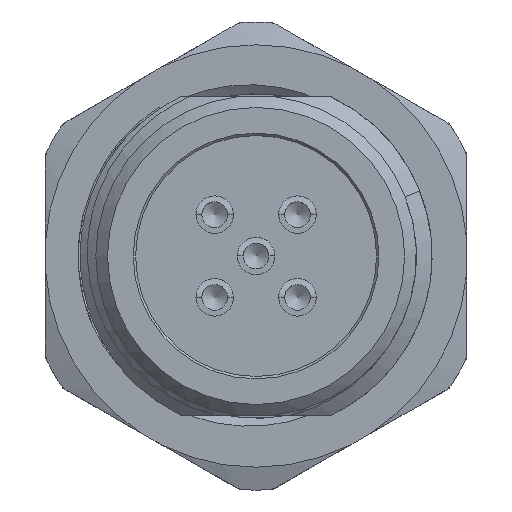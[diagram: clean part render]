
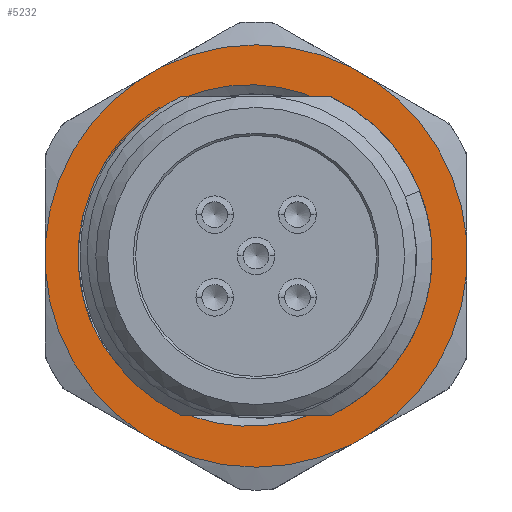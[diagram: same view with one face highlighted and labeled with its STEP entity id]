
A CAD part, left-side view. The second image highlights one B-rep face of the part: STEP entity #5232.
In plain terms, the highlighted planar face has unit normal (-1, 0, 0).
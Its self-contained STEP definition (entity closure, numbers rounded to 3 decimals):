
#241=B_SPLINE_CURVE_WITH_KNOTS('',3,(#18839,#18840,#18841,#18842,#18843,
#18844,#18845),.UNSPECIFIED.,.F.,.F.,(4,1,1,1,4),(0.,
0.004,0.009,0.013,0.017),
 .UNSPECIFIED.);
#242=B_SPLINE_CURVE_WITH_KNOTS('',3,(#18849,#18850,#18851,#18852,#18853,
#18854,#18855),.UNSPECIFIED.,.F.,.F.,(4,1,1,1,4),(0.,
0.004,0.009,0.013,0.017),
 .UNSPECIFIED.);
#502=LINE('',#18856,#729);
#503=LINE('',#18861,#730);
#504=LINE('',#18865,#731);
#505=LINE('',#18869,#732);
#506=LINE('',#18873,#733);
#507=LINE('',#18877,#734);
#729=VECTOR('',#7227,1000.);
#730=VECTOR('',#7230,1000.);
#731=VECTOR('',#7233,1000.);
#732=VECTOR('',#7236,1000.);
#733=VECTOR('',#7239,1000.);
#734=VECTOR('',#7242,1000.);
#941=PLANE('',#5891);
#2101=ORIENTED_EDGE('',*,*,#2911,.F.);
#2102=ORIENTED_EDGE('',*,*,#2912,.T.);
#2103=ORIENTED_EDGE('',*,*,#2913,.T.);
#2104=ORIENTED_EDGE('',*,*,#2914,.T.);
#2105=ORIENTED_EDGE('',*,*,#2915,.F.);
#2106=ORIENTED_EDGE('',*,*,#2916,.T.);
#2107=ORIENTED_EDGE('',*,*,#2917,.F.);
#2108=ORIENTED_EDGE('',*,*,#2918,.T.);
#2109=ORIENTED_EDGE('',*,*,#2919,.F.);
#2110=ORIENTED_EDGE('',*,*,#2920,.T.);
#2111=ORIENTED_EDGE('',*,*,#2921,.F.);
#2112=ORIENTED_EDGE('',*,*,#2922,.T.);
#2113=ORIENTED_EDGE('',*,*,#2923,.F.);
#2114=ORIENTED_EDGE('',*,*,#2924,.T.);
#2115=ORIENTED_EDGE('',*,*,#2925,.F.);
#2116=ORIENTED_EDGE('',*,*,#2926,.T.);
#2911=EDGE_CURVE('',#3460,#3461,#3783,.T.);
#2912=EDGE_CURVE('',#3460,#3462,#241,.T.);
#2913=EDGE_CURVE('',#3462,#3463,#3784,.F.);
#2914=EDGE_CURVE('',#3463,#3461,#242,.T.);
#2915=EDGE_CURVE('',#3464,#3465,#502,.T.);
#2916=EDGE_CURVE('',#3464,#3466,#3785,.F.);
#2917=EDGE_CURVE('',#3467,#3466,#503,.T.);
#2918=EDGE_CURVE('',#3467,#3468,#3786,.F.);
#2919=EDGE_CURVE('',#3469,#3468,#504,.T.);
#2920=EDGE_CURVE('',#3469,#3470,#3787,.F.);
#2921=EDGE_CURVE('',#3471,#3470,#505,.T.);
#2922=EDGE_CURVE('',#3471,#3472,#3788,.F.);
#2923=EDGE_CURVE('',#3473,#3472,#506,.T.);
#2924=EDGE_CURVE('',#3473,#3474,#3789,.F.);
#2925=EDGE_CURVE('',#3475,#3474,#507,.T.);
#2926=EDGE_CURVE('',#3475,#3465,#3790,.F.);
#3460=VERTEX_POINT('',#18837);
#3461=VERTEX_POINT('',#18838);
#3462=VERTEX_POINT('',#18846);
#3463=VERTEX_POINT('',#18848);
#3464=VERTEX_POINT('',#18857);
#3465=VERTEX_POINT('',#18858);
#3466=VERTEX_POINT('',#18860);
#3467=VERTEX_POINT('',#18862);
#3468=VERTEX_POINT('',#18864);
#3469=VERTEX_POINT('',#18866);
#3470=VERTEX_POINT('',#18868);
#3471=VERTEX_POINT('',#18870);
#3472=VERTEX_POINT('',#18872);
#3473=VERTEX_POINT('',#18874);
#3474=VERTEX_POINT('',#18876);
#3475=VERTEX_POINT('',#18878);
#3783=CIRCLE('',#5892,7.6);
#3784=CIRCLE('',#5893,6.93);
#3785=CIRCLE('',#5894,9.024);
#3786=CIRCLE('',#5895,9.024);
#3787=CIRCLE('',#5896,9.024);
#3788=CIRCLE('',#5897,9.024);
#3789=CIRCLE('',#5898,9.024);
#3790=CIRCLE('',#5899,9.024);
#4270=EDGE_LOOP('',(#2101,#2102,#2103,#2104));
#4271=EDGE_LOOP('',(#2105,#2106,#2107,#2108,#2109,#2110,#2111,#2112,#2113,
#2114,#2115,#2116));
#4777=FACE_BOUND('',#4270,.T.);
#4778=FACE_BOUND('',#4271,.T.);
#5232=ADVANCED_FACE('',(#4777,#4778),#941,.F.);
#5891=AXIS2_PLACEMENT_3D('',#18835,#7221,#7222);
#5892=AXIS2_PLACEMENT_3D('',#18836,#7223,#7224);
#5893=AXIS2_PLACEMENT_3D('',#18847,#7225,#7226);
#5894=AXIS2_PLACEMENT_3D('',#18859,#7228,#7229);
#5895=AXIS2_PLACEMENT_3D('',#18863,#7231,#7232);
#5896=AXIS2_PLACEMENT_3D('',#18867,#7234,#7235);
#5897=AXIS2_PLACEMENT_3D('',#18871,#7237,#7238);
#5898=AXIS2_PLACEMENT_3D('',#18875,#7240,#7241);
#5899=AXIS2_PLACEMENT_3D('',#18879,#7243,#7244);
#7221=DIRECTION('',(1.,0.,0.));
#7222=DIRECTION('',(0.,0.,-1.));
#7223=DIRECTION('',(-1.,0.,0.));
#7224=DIRECTION('',(0.,1.,0.));
#7225=DIRECTION('',(-1.,0.,0.));
#7226=DIRECTION('',(0.,0.,1.));
#7227=DIRECTION('',(0.,1.,0.));
#7228=DIRECTION('',(1.,0.,0.));
#7229=DIRECTION('',(0.,0.,-1.));
#7230=DIRECTION('',(0.,0.498,-0.867));
#7231=DIRECTION('',(1.,0.,0.));
#7232=DIRECTION('',(0.,0.,-1.));
#7233=DIRECTION('',(0.,-0.498,-0.867));
#7234=DIRECTION('',(1.,0.,0.));
#7235=DIRECTION('',(0.,0.,-1.));
#7236=DIRECTION('',(0.,-1.,0.));
#7237=DIRECTION('',(1.,0.,0.));
#7238=DIRECTION('',(0.,0.,-1.));
#7239=DIRECTION('',(0.,-0.497,0.868));
#7240=DIRECTION('',(1.,0.,0.));
#7241=DIRECTION('',(0.,0.,-1.));
#7242=DIRECTION('',(0.,0.497,0.868));
#7243=DIRECTION('',(1.,0.,0.));
#7244=DIRECTION('',(0.,0.,-1.));
#18835=CARTESIAN_POINT('',(-1.5,0.,0.));
#18836=CARTESIAN_POINT('',(-1.5,0.,0.));
#18837=CARTESIAN_POINT('',(-1.5,-4.081,6.411));
#18838=CARTESIAN_POINT('',(-1.5,3.02,6.974));
#18839=CARTESIAN_POINT('',(-1.5,-4.081,6.411));
#18840=CARTESIAN_POINT('',(-1.5,-5.265,5.593));
#18841=CARTESIAN_POINT('',(-1.5,-7.132,3.294));
#18842=CARTESIAN_POINT('',(-1.5,-7.622,-1.136));
#18843=CARTESIAN_POINT('',(-1.5,-5.55,-5.108));
#18844=CARTESIAN_POINT('',(-1.5,-2.928,-6.508));
#18845=CARTESIAN_POINT('',(-1.5,-1.511,-6.763));
#18846=CARTESIAN_POINT('',(-1.5,-1.511,-6.763));
#18847=CARTESIAN_POINT('',(-1.5,0.,0.));
#18848=CARTESIAN_POINT('',(-1.5,2.558,-6.441));
#18849=CARTESIAN_POINT('',(-1.5,2.558,-6.441));
#18850=CARTESIAN_POINT('',(-1.5,3.917,-5.964));
#18851=CARTESIAN_POINT('',(-1.5,6.29,-4.163));
#18852=CARTESIAN_POINT('',(-1.5,7.705,0.074));
#18853=CARTESIAN_POINT('',(-1.5,6.523,4.38));
#18854=CARTESIAN_POINT('',(-1.5,4.318,6.354));
#18855=CARTESIAN_POINT('',(-1.5,3.02,6.974));
#18856=CARTESIAN_POINT('',(-1.5,-4.376,-8.992));
#18857=CARTESIAN_POINT('',(-1.5,-0.764,-8.992));
#18858=CARTESIAN_POINT('',(-1.5,0.764,-8.992));
#18859=CARTESIAN_POINT('',(-1.5,0.,0.));
#18860=CARTESIAN_POINT('',(-1.5,-7.542,-4.955));
#18861=CARTESIAN_POINT('',(-1.5,-9.974,-0.725));
#18862=CARTESIAN_POINT('',(-1.5,-8.078,-4.024));
#18863=CARTESIAN_POINT('',(-1.5,0.,0.));
#18864=CARTESIAN_POINT('',(-1.5,-8.078,4.024));
#18865=CARTESIAN_POINT('',(-1.5,-5.646,8.254));
#18866=CARTESIAN_POINT('',(-1.5,-7.542,4.955));
#18867=CARTESIAN_POINT('',(-1.5,0.,0.));
#18868=CARTESIAN_POINT('',(-1.5,-0.537,9.008));
#18869=CARTESIAN_POINT('',(-1.5,4.342,9.008));
#18870=CARTESIAN_POINT('',(-1.5,0.537,9.008));
#18871=CARTESIAN_POINT('',(-1.5,0.,0.));
#18872=CARTESIAN_POINT('',(-1.5,7.551,4.941));
#18873=CARTESIAN_POINT('',(-1.5,9.975,0.706));
#18874=CARTESIAN_POINT('',(-1.5,8.085,4.008));
#18875=CARTESIAN_POINT('',(-1.5,0.,0.));
#18876=CARTESIAN_POINT('',(-1.5,8.085,-4.008));
#18877=CARTESIAN_POINT('',(-1.5,5.661,-8.243));
#18878=CARTESIAN_POINT('',(-1.5,7.551,-4.941));
#18879=CARTESIAN_POINT('',(-1.5,0.,0.));
